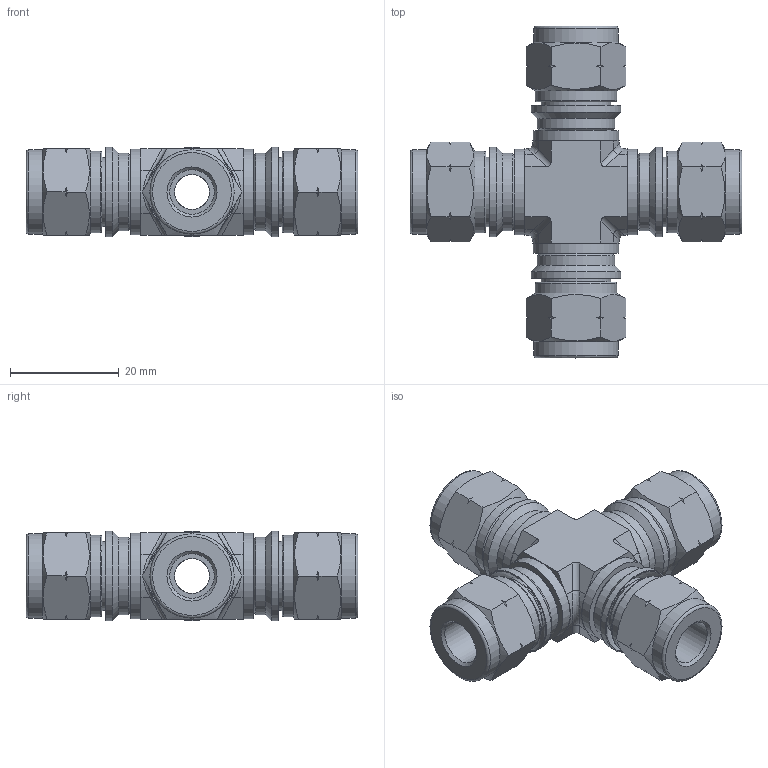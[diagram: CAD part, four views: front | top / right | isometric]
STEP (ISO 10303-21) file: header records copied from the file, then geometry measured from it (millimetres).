
FILE_DESCRIPTION(/* description */ (''),/* implementation_level */ '2;1');
FILE_NAME(/* name */ 'SUCI-8M.stp',/* time_stamp */ '2022-07-08T16:23:04+09:00',/* author */ ('user'),/* organization */ (''),/* preprocessor_version */ 'ST-DEVELOPER v18.1',/* originating_system */ 'Autodesk Inventor 2022',/* authorisation */ '');
FILE_SCHEMA (('AUTOMOTIVE_DESIGN { 1 0 10303 214 3 1 1 }'));
Length unit declared in the file: millimetre
Products named in the file (1): SUC-8M
Bounding box: 61 x 61 x 16.5 mm (x, y, z)
Volume: 16007.4 mm3; surface area: 10892.2 mm2
Topology: 1 solids, 1 shells, 218 faces, 515 edges, 321 vertices
Faces by surface type: cone 80, plane 70, cylinder 56, torus 8, bspline 4
Full cylindrical faces by diameter (mm): 6.4 x4, 8.2 x4, 11 x4, 11.4 x4, 12.7 x4, 14.2 x4, 15 x4, 15.5 x4, 15.8 x4, 16.5 x4
Entity records: 6235 total; most frequent: CARTESIAN_POINT 1459, ORIENTED_EDGE 1030, DIRECTION 980, EDGE_CURVE 515, AXIS2_PLACEMENT_3D 394, VERTEX_POINT 321, EDGE_LOOP 246, FACE_OUTER_BOUND 218
